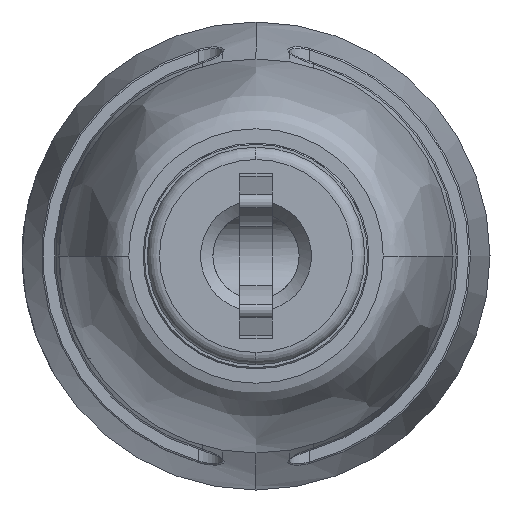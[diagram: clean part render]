
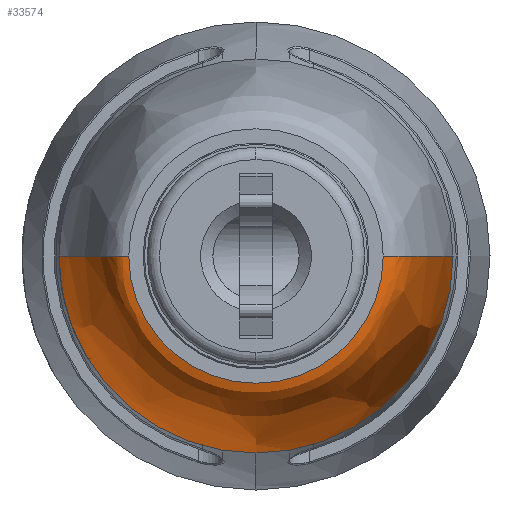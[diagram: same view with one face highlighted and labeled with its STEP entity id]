
A CAD part, left-side view. The second image highlights one B-rep face of the part: STEP entity #33574.
In plain terms, the highlighted free-form (B-spline) face has degree [3, 3] with [6, 4] control points.
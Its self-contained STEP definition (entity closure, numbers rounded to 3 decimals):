
#928 = CARTESIAN_POINT ( 'NONE',  ( 13.398, 4.8, -9.6 ) ) ;
#1213 = CARTESIAN_POINT ( 'NONE',  ( 6.753, -4.294, 0. ) ) ;
#1352 = CARTESIAN_POINT ( 'NONE',  ( 4.822, -3.1, 0. ) ) ;
#1733 = EDGE_CURVE ( 'NONE', #3673, #25963, #38958, .T. ) ;
#1895 = DIRECTION ( 'NONE',  ( 0., 0., 1. ) ) ;
#1922 = CARTESIAN_POINT ( 'NONE',  ( 10.153, 4.759, 0. ) ) ;
#2852 = CARTESIAN_POINT ( 'NONE',  ( 4.822, -3.71, 0. ) ) ;
#3673 = VERTEX_POINT ( 'NONE', #25335 ) ;
#4240 = CARTESIAN_POINT ( 'NONE',  ( 13.398, -4.8, -9.6 ) ) ;
#4898 = CARTESIAN_POINT ( 'NONE',  ( 13.822, -4.8, 0. ) ) ;
#5313 = CARTESIAN_POINT ( 'NONE',  ( 4.822, 0., 0. ) ) ;
#5540 = CARTESIAN_POINT ( 'NONE',  ( 13.822, 4.8, 0. ) ) ;
#5546 = AXIS2_PLACEMENT_3D ( 'NONE', #33542, #39920, #24109 ) ;
#5889 =( BOUNDED_SURFACE ( )  B_SPLINE_SURFACE ( 3, 3, ( 
 ( #35949, #10337, #16776, #38969 ),
 ( #19985, #928, #4240, #26658 ),
 ( #23165, #7582, #7437, #29701 ),
 ( #10613, #17053, #39256, #1213 ),
 ( #10055, #19705, #36497, #17332 ),
 ( #26924, #39536, #11177, #1352 ) ),
 .UNSPECIFIED., .F., .F., .T. ) 
 B_SPLINE_SURFACE_WITH_KNOTS ( ( 4, 1, 1, 4 ),
 ( 4, 4 ),
 ( 0., 0.429, 0.529, 1. ),
 ( 0., 1. ),
 .UNSPECIFIED. ) 
 GEOMETRIC_REPRESENTATION_ITEM ( )  RATIONAL_B_SPLINE_SURFACE ( (
 ( 1., 0.333, 0.333, 1.),
 ( 1., 0.333, 0.333, 1.),
 ( 1., 0.333, 0.333, 1.),
 ( 1., 0.333, 0.333, 1.),
 ( 1., 0.333, 0.333, 1.),
 ( 1., 0.333, 0.333, 1.) ) ) 
 REPRESENTATION_ITEM ( '' )  SURFACE ( )  );
#5912 = CARTESIAN_POINT ( 'NONE',  ( 13.822, 0., 0. ) ) ;
#6438 = CARTESIAN_POINT ( 'NONE',  ( 13.398, -4.8, 0. ) ) ;
#6551 = AXIS2_PLACEMENT_3D ( 'NONE', #5912, #15541, #31263 ) ;
#7437 = CARTESIAN_POINT ( 'NONE',  ( 10.153, -4.759, -9.518 ) ) ;
#7582 = CARTESIAN_POINT ( 'NONE',  ( 10.153, 4.759, -9.518 ) ) ;
#8308 = ORIENTED_EDGE ( 'NONE', *, *, #30891, .F. ) ;
#9108 = CARTESIAN_POINT ( 'NONE',  ( 13.822, -4.8, 0. ) ) ;
#9370 = CARTESIAN_POINT ( 'NONE',  ( 6.753, -4.294, 0. ) ) ;
#9502 = CARTESIAN_POINT ( 'NONE',  ( 4.822, -3.1, 0. ) ) ;
#10055 = CARTESIAN_POINT ( 'NONE',  ( 4.822, 3.71, 0. ) ) ;
#10337 = CARTESIAN_POINT ( 'NONE',  ( 13.822, 4.8, -9.6 ) ) ;
#10613 = CARTESIAN_POINT ( 'NONE',  ( 6.753, 4.294, 0. ) ) ;
#11177 = CARTESIAN_POINT ( 'NONE',  ( 4.822, -3.1, -6.2 ) ) ;
#13342 = EDGE_LOOP ( 'NONE', ( #26276, #28480, #32311, #8308, #39751 ) ) ;
#14570 = CARTESIAN_POINT ( 'NONE',  ( 13.398, 4.8, 0. ) ) ;
#14696 = CARTESIAN_POINT ( 'NONE',  ( 6.753, 4.294, 0. ) ) ;
#15183 = EDGE_CURVE ( 'NONE', #19869, #3673, #21264, .T. ) ;
#15541 = DIRECTION ( 'NONE',  ( -1., 0., 0. ) ) ;
#16776 = CARTESIAN_POINT ( 'NONE',  ( 13.822, -4.8, -9.6 ) ) ;
#17053 = CARTESIAN_POINT ( 'NONE',  ( 6.753, 4.294, -8.588 ) ) ;
#17104 = CIRCLE ( 'NONE', #28577, 3.1 ) ;
#17332 = CARTESIAN_POINT ( 'NONE',  ( 4.822, -3.71, 0. ) ) ;
#17473 = FACE_OUTER_BOUND ( 'NONE', #13342, .T. ) ;
#18709 = CARTESIAN_POINT ( 'NONE',  ( 4.822, 3.1, 0. ) ) ;
#18999 = B_SPLINE_CURVE_WITH_KNOTS ( 'NONE', 3,
 ( #27354, #14570, #1922, #14696, #36791, #27768 ),
 .UNSPECIFIED., .F., .F.,
 ( 4, 1, 1, 4 ),
 ( 0., 0.429, 0.529, 1. ),
 .UNSPECIFIED. ) ;
#19705 = CARTESIAN_POINT ( 'NONE',  ( 4.822, 3.71, -7.421 ) ) ;
#19869 = VERTEX_POINT ( 'NONE', #5540 ) ;
#19985 = CARTESIAN_POINT ( 'NONE',  ( 13.398, 4.8, 0. ) ) ;
#21264 = CIRCLE ( 'NONE', #6551, 4.8 ) ;
#23165 = CARTESIAN_POINT ( 'NONE',  ( 10.153, 4.759, 0. ) ) ;
#24109 = DIRECTION ( 'NONE',  ( 0., 0., 1. ) ) ;
#24314 = B_SPLINE_CURVE_WITH_KNOTS ( 'NONE', 3,
 ( #9108, #6438, #28586, #9370, #2852, #9502 ),
 .UNSPECIFIED., .F., .F.,
 ( 4, 1, 1, 4 ),
 ( 0., 0.429, 0.529, 1. ),
 .UNSPECIFIED. ) ;
#24630 = EDGE_CURVE ( 'NONE', #25963, #33879, #24314, .T. ) ;
#25335 = CARTESIAN_POINT ( 'NONE',  ( 13.822, 0., -4.8 ) ) ;
#25963 = VERTEX_POINT ( 'NONE', #4898 ) ;
#26276 = ORIENTED_EDGE ( 'NONE', *, *, #1733, .T. ) ;
#26658 = CARTESIAN_POINT ( 'NONE',  ( 13.398, -4.8, 0. ) ) ;
#26924 = CARTESIAN_POINT ( 'NONE',  ( 4.822, 3.1, 0. ) ) ;
#27354 = CARTESIAN_POINT ( 'NONE',  ( 13.822, 4.8, 0. ) ) ;
#27768 = CARTESIAN_POINT ( 'NONE',  ( 4.822, 3.1, 0. ) ) ;
#28480 = ORIENTED_EDGE ( 'NONE', *, *, #24630, .T. ) ;
#28577 = AXIS2_PLACEMENT_3D ( 'NONE', #5313, #36900, #1895 ) ;
#28586 = CARTESIAN_POINT ( 'NONE',  ( 10.153, -4.759, 0. ) ) ;
#29701 = CARTESIAN_POINT ( 'NONE',  ( 10.153, -4.759, 0. ) ) ;
#30891 = EDGE_CURVE ( 'NONE', #19869, #39626, #18999, .T. ) ;
#31263 = DIRECTION ( 'NONE',  ( 0., 0., 1. ) ) ;
#32311 = ORIENTED_EDGE ( 'NONE', *, *, #39443, .F. ) ;
#33542 = CARTESIAN_POINT ( 'NONE',  ( 13.822, 0., 0. ) ) ;
#33574 = ADVANCED_FACE ( 'NONE', ( #17473 ), #5889, .F. ) ;
#33879 = VERTEX_POINT ( 'NONE', #38516 ) ;
#35949 = CARTESIAN_POINT ( 'NONE',  ( 13.822, 4.8, 0. ) ) ;
#36497 = CARTESIAN_POINT ( 'NONE',  ( 4.822, -3.71, -7.421 ) ) ;
#36791 = CARTESIAN_POINT ( 'NONE',  ( 4.822, 3.71, 0. ) ) ;
#36900 = DIRECTION ( 'NONE',  ( -1., 0., 0. ) ) ;
#38516 = CARTESIAN_POINT ( 'NONE',  ( 4.822, -3.1, 0. ) ) ;
#38958 = CIRCLE ( 'NONE', #5546, 4.8 ) ;
#38969 = CARTESIAN_POINT ( 'NONE',  ( 13.822, -4.8, 0. ) ) ;
#39256 = CARTESIAN_POINT ( 'NONE',  ( 6.753, -4.294, -8.588 ) ) ;
#39443 = EDGE_CURVE ( 'NONE', #39626, #33879, #17104, .T. ) ;
#39536 = CARTESIAN_POINT ( 'NONE',  ( 4.822, 3.1, -6.2 ) ) ;
#39626 = VERTEX_POINT ( 'NONE', #18709 ) ;
#39751 = ORIENTED_EDGE ( 'NONE', *, *, #15183, .T. ) ;
#39920 = DIRECTION ( 'NONE',  ( -1., 0., 0. ) ) ;
